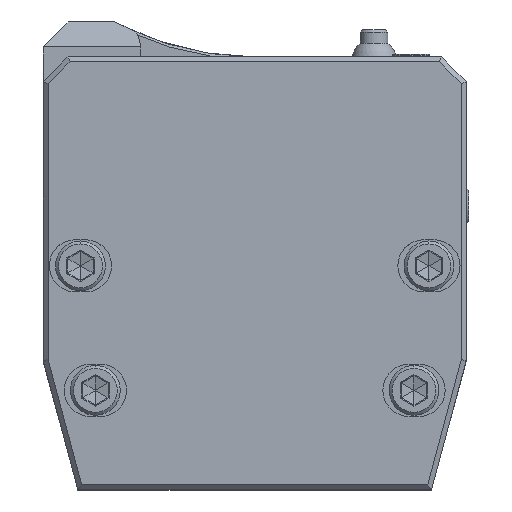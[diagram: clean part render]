
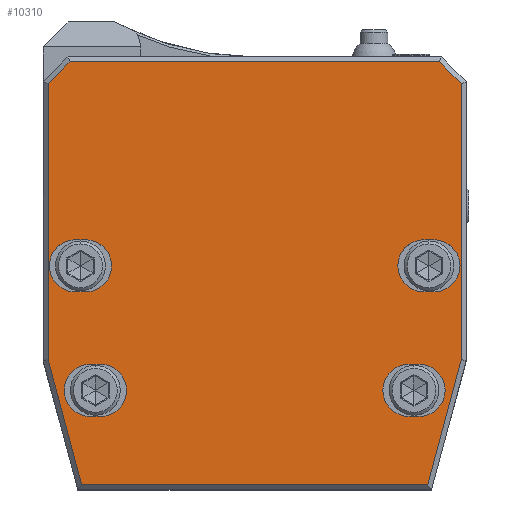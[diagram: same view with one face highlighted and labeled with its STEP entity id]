
A CAD part, top view. The second image highlights one B-rep face of the part: STEP entity #10310.
In plain terms, the highlighted planar face has unit normal (0, 0, 1).
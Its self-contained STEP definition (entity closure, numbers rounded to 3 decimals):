
#1313=DIRECTION('',(1.,0.,0.));
#1314=VECTOR('',#1313,69.532);
#1315=CARTESIAN_POINT('',(-34.766,-11.,15.));
#1316=LINE('',#1315,#1314);
#1317=DIRECTION('',(0.259,-0.966,0.));
#1318=VECTOR('',#1317,26.018);
#1319=CARTESIAN_POINT('',(-41.5,14.132,15.));
#1320=LINE('',#1319,#1318);
#1321=DIRECTION('',(0.,-1.,0.));
#1322=VECTOR('',#1321,55.454);
#1323=CARTESIAN_POINT('',(-41.5,69.586,15.));
#1324=LINE('',#1323,#1322);
#1325=DIRECTION('',(-0.707,-0.707,0.));
#1326=VECTOR('',#1325,6.243);
#1327=CARTESIAN_POINT('',(-37.086,74.,15.));
#1328=LINE('',#1327,#1326);
#1329=DIRECTION('',(-1.,0.,0.));
#1330=VECTOR('',#1329,74.172);
#1331=CARTESIAN_POINT('',(37.086,74.,15.));
#1332=LINE('',#1331,#1330);
#1333=DIRECTION('',(-0.707,0.707,0.));
#1334=VECTOR('',#1333,6.243);
#1335=CARTESIAN_POINT('',(41.5,69.586,15.));
#1336=LINE('',#1335,#1334);
#1337=DIRECTION('',(0.,1.,0.));
#1338=VECTOR('',#1337,55.454);
#1339=CARTESIAN_POINT('',(41.5,14.132,15.));
#1340=LINE('',#1339,#1338);
#1341=DIRECTION('',(0.259,0.966,0.));
#1342=VECTOR('',#1341,26.018);
#1343=CARTESIAN_POINT('',(34.766,-11.,15.));
#1344=LINE('',#1343,#1342);
#1345=CARTESIAN_POINT('',(-36.,33.,15.));
#1346=DIRECTION('',(0.,0.,1.));
#1347=DIRECTION('',(0.,1.,0.));
#1348=AXIS2_PLACEMENT_3D('',#1345,#1346,#1347);
#1350=DIRECTION('',(1.,0.,0.));
#1351=VECTOR('',#1350,2.);
#1352=CARTESIAN_POINT('',(-36.,27.75,15.));
#1353=LINE('',#1352,#1351);
#1354=CARTESIAN_POINT('',(-34.,33.,15.));
#1355=DIRECTION('',(0.,0.,1.));
#1356=DIRECTION('',(0.,-1.,0.));
#1357=AXIS2_PLACEMENT_3D('',#1354,#1355,#1356);
#1359=DIRECTION('',(-1.,0.,0.));
#1360=VECTOR('',#1359,2.);
#1361=CARTESIAN_POINT('',(-34.,38.25,15.));
#1362=LINE('',#1361,#1360);
#1363=CARTESIAN_POINT('',(-33.,8.,15.));
#1364=DIRECTION('',(0.,0.,1.));
#1365=DIRECTION('',(0.,1.,0.));
#1366=AXIS2_PLACEMENT_3D('',#1363,#1364,#1365);
#1368=DIRECTION('',(1.,0.,0.));
#1369=VECTOR('',#1368,2.);
#1370=CARTESIAN_POINT('',(-33.,2.75,15.));
#1371=LINE('',#1370,#1369);
#1372=CARTESIAN_POINT('',(-31.,8.,15.));
#1373=DIRECTION('',(0.,0.,1.));
#1374=DIRECTION('',(0.,-1.,0.));
#1375=AXIS2_PLACEMENT_3D('',#1372,#1373,#1374);
#1377=DIRECTION('',(-1.,0.,0.));
#1378=VECTOR('',#1377,2.);
#1379=CARTESIAN_POINT('',(-31.,13.25,15.));
#1380=LINE('',#1379,#1378);
#1381=DIRECTION('',(-1.,0.,0.));
#1382=VECTOR('',#1381,2.);
#1383=CARTESIAN_POINT('',(36.,38.25,15.));
#1384=LINE('',#1383,#1382);
#1385=CARTESIAN_POINT('',(34.,33.,15.));
#1386=DIRECTION('',(0.,0.,1.));
#1387=DIRECTION('',(0.,1.,0.));
#1388=AXIS2_PLACEMENT_3D('',#1385,#1386,#1387);
#1390=DIRECTION('',(1.,0.,0.));
#1391=VECTOR('',#1390,2.);
#1392=CARTESIAN_POINT('',(34.,27.75,15.));
#1393=LINE('',#1392,#1391);
#1394=CARTESIAN_POINT('',(36.,33.,15.));
#1395=DIRECTION('',(0.,0.,1.));
#1396=DIRECTION('',(0.,-1.,0.));
#1397=AXIS2_PLACEMENT_3D('',#1394,#1395,#1396);
#1399=DIRECTION('',(-1.,0.,0.));
#1400=VECTOR('',#1399,2.);
#1401=CARTESIAN_POINT('',(33.,13.25,15.));
#1402=LINE('',#1401,#1400);
#1403=CARTESIAN_POINT('',(31.,8.,15.));
#1404=DIRECTION('',(0.,0.,1.));
#1405=DIRECTION('',(0.,1.,0.));
#1406=AXIS2_PLACEMENT_3D('',#1403,#1404,#1405);
#1408=DIRECTION('',(1.,0.,0.));
#1409=VECTOR('',#1408,2.);
#1410=CARTESIAN_POINT('',(31.,2.75,15.));
#1411=LINE('',#1410,#1409);
#1412=CARTESIAN_POINT('',(33.,8.,15.));
#1413=DIRECTION('',(0.,0.,1.));
#1414=DIRECTION('',(0.,-1.,0.));
#1415=AXIS2_PLACEMENT_3D('',#1412,#1413,#1414);
#8050=CARTESIAN_POINT('',(-36.,38.25,15.));
#8051=CARTESIAN_POINT('',(-36.,27.75,15.));
#8052=VERTEX_POINT('',#8050);
#8053=VERTEX_POINT('',#8051);
#8054=CARTESIAN_POINT('',(-34.,27.75,15.));
#8055=VERTEX_POINT('',#8054);
#8056=CARTESIAN_POINT('',(-34.,38.25,15.));
#8057=VERTEX_POINT('',#8056);
#8058=CARTESIAN_POINT('',(-33.,13.25,15.));
#8059=CARTESIAN_POINT('',(-33.,2.75,15.));
#8060=VERTEX_POINT('',#8058);
#8061=VERTEX_POINT('',#8059);
#8062=CARTESIAN_POINT('',(-31.,2.75,15.));
#8063=VERTEX_POINT('',#8062);
#8064=CARTESIAN_POINT('',(-31.,13.25,15.));
#8065=VERTEX_POINT('',#8064);
#8066=CARTESIAN_POINT('',(36.,38.25,15.));
#8067=CARTESIAN_POINT('',(34.,38.25,15.));
#8068=VERTEX_POINT('',#8066);
#8069=VERTEX_POINT('',#8067);
#8070=CARTESIAN_POINT('',(34.,27.75,15.));
#8071=VERTEX_POINT('',#8070);
#8072=CARTESIAN_POINT('',(36.,27.75,15.));
#8073=VERTEX_POINT('',#8072);
#8074=CARTESIAN_POINT('',(33.,13.25,15.));
#8075=CARTESIAN_POINT('',(31.,13.25,15.));
#8076=VERTEX_POINT('',#8074);
#8077=VERTEX_POINT('',#8075);
#8078=CARTESIAN_POINT('',(31.,2.75,15.));
#8079=VERTEX_POINT('',#8078);
#8080=CARTESIAN_POINT('',(33.,2.75,15.));
#8081=VERTEX_POINT('',#8080);
#8086=CARTESIAN_POINT('',(-34.766,-11.,15.));
#8087=CARTESIAN_POINT('',(34.766,-11.,15.));
#8088=VERTEX_POINT('',#8086);
#8089=VERTEX_POINT('',#8087);
#8092=CARTESIAN_POINT('',(41.5,14.132,15.));
#8093=VERTEX_POINT('',#8092);
#8096=CARTESIAN_POINT('',(41.5,69.586,15.));
#8097=VERTEX_POINT('',#8096);
#8102=CARTESIAN_POINT('',(37.086,74.,15.));
#8103=CARTESIAN_POINT('',(-37.086,74.,15.));
#8104=VERTEX_POINT('',#8102);
#8105=VERTEX_POINT('',#8103);
#8106=CARTESIAN_POINT('',(-41.5,69.586,15.));
#8107=CARTESIAN_POINT('',(-41.5,14.132,15.));
#8108=VERTEX_POINT('',#8106);
#8109=VERTEX_POINT('',#8107);
#10249=CARTESIAN_POINT('',(0.,-12.,15.));
#10250=DIRECTION('',(0.,0.,1.));
#10251=DIRECTION('',(1.,0.,0.));
#10252=AXIS2_PLACEMENT_3D('',#10249,#10250,#10251);
#10253=PLANE('',#10252);
#10255=ORIENTED_EDGE('',*,*,#10254,.F.);
#10256=ORIENTED_EDGE('',*,*,#10228,.F.);
#10257=ORIENTED_EDGE('',*,*,#10240,.F.);
#10259=ORIENTED_EDGE('',*,*,#10258,.F.);
#10261=ORIENTED_EDGE('',*,*,#10260,.F.);
#10263=ORIENTED_EDGE('',*,*,#10262,.F.);
#10265=ORIENTED_EDGE('',*,*,#10264,.F.);
#10267=ORIENTED_EDGE('',*,*,#10266,.F.);
#10268=EDGE_LOOP('',(#10255,#10256,#10257,#10259,#10261,#10263,#10265,#10267));
#10269=FACE_OUTER_BOUND('',#10268,.F.);
#10271=ORIENTED_EDGE('',*,*,#10270,.T.);
#10273=ORIENTED_EDGE('',*,*,#10272,.T.);
#10275=ORIENTED_EDGE('',*,*,#10274,.T.);
#10277=ORIENTED_EDGE('',*,*,#10276,.T.);
#10278=EDGE_LOOP('',(#10271,#10273,#10275,#10277));
#10279=FACE_BOUND('',#10278,.F.);
#10281=ORIENTED_EDGE('',*,*,#10280,.T.);
#10283=ORIENTED_EDGE('',*,*,#10282,.T.);
#10285=ORIENTED_EDGE('',*,*,#10284,.T.);
#10287=ORIENTED_EDGE('',*,*,#10286,.T.);
#10288=EDGE_LOOP('',(#10281,#10283,#10285,#10287));
#10289=FACE_BOUND('',#10288,.F.);
#10291=ORIENTED_EDGE('',*,*,#10290,.T.);
#10293=ORIENTED_EDGE('',*,*,#10292,.T.);
#10295=ORIENTED_EDGE('',*,*,#10294,.T.);
#10297=ORIENTED_EDGE('',*,*,#10296,.T.);
#10298=EDGE_LOOP('',(#10291,#10293,#10295,#10297));
#10299=FACE_BOUND('',#10298,.F.);
#10301=ORIENTED_EDGE('',*,*,#10300,.T.);
#10303=ORIENTED_EDGE('',*,*,#10302,.T.);
#10305=ORIENTED_EDGE('',*,*,#10304,.T.);
#10307=ORIENTED_EDGE('',*,*,#10306,.T.);
#10308=EDGE_LOOP('',(#10301,#10303,#10305,#10307));
#10309=FACE_BOUND('',#10308,.F.);
#1349=CIRCLE('',#1348,5.25);
#1358=CIRCLE('',#1357,5.25);
#1367=CIRCLE('',#1366,5.25);
#1376=CIRCLE('',#1375,5.25);
#1389=CIRCLE('',#1388,5.25);
#1398=CIRCLE('',#1397,5.25);
#1407=CIRCLE('',#1406,5.25);
#1416=CIRCLE('',#1415,5.25);
#10228=EDGE_CURVE('',#8109,#8088,#1320,.T.);
#10240=EDGE_CURVE('',#8108,#8109,#1324,.T.);
#10254=EDGE_CURVE('',#8088,#8089,#1316,.T.);
#10258=EDGE_CURVE('',#8105,#8108,#1328,.T.);
#10260=EDGE_CURVE('',#8104,#8105,#1332,.T.);
#10262=EDGE_CURVE('',#8097,#8104,#1336,.T.);
#10264=EDGE_CURVE('',#8093,#8097,#1340,.T.);
#10266=EDGE_CURVE('',#8089,#8093,#1344,.T.);
#10270=EDGE_CURVE('',#8052,#8053,#1349,.T.);
#10272=EDGE_CURVE('',#8053,#8055,#1353,.T.);
#10274=EDGE_CURVE('',#8055,#8057,#1358,.T.);
#10276=EDGE_CURVE('',#8057,#8052,#1362,.T.);
#10280=EDGE_CURVE('',#8060,#8061,#1367,.T.);
#10282=EDGE_CURVE('',#8061,#8063,#1371,.T.);
#10284=EDGE_CURVE('',#8063,#8065,#1376,.T.);
#10286=EDGE_CURVE('',#8065,#8060,#1380,.T.);
#10290=EDGE_CURVE('',#8068,#8069,#1384,.T.);
#10292=EDGE_CURVE('',#8069,#8071,#1389,.T.);
#10294=EDGE_CURVE('',#8071,#8073,#1393,.T.);
#10296=EDGE_CURVE('',#8073,#8068,#1398,.T.);
#10300=EDGE_CURVE('',#8076,#8077,#1402,.T.);
#10302=EDGE_CURVE('',#8077,#8079,#1407,.T.);
#10304=EDGE_CURVE('',#8079,#8081,#1411,.T.);
#10306=EDGE_CURVE('',#8081,#8076,#1416,.T.);
#10310=ADVANCED_FACE('',(#10269,#10279,#10289,#10299,#10309),#10253,.T.);
